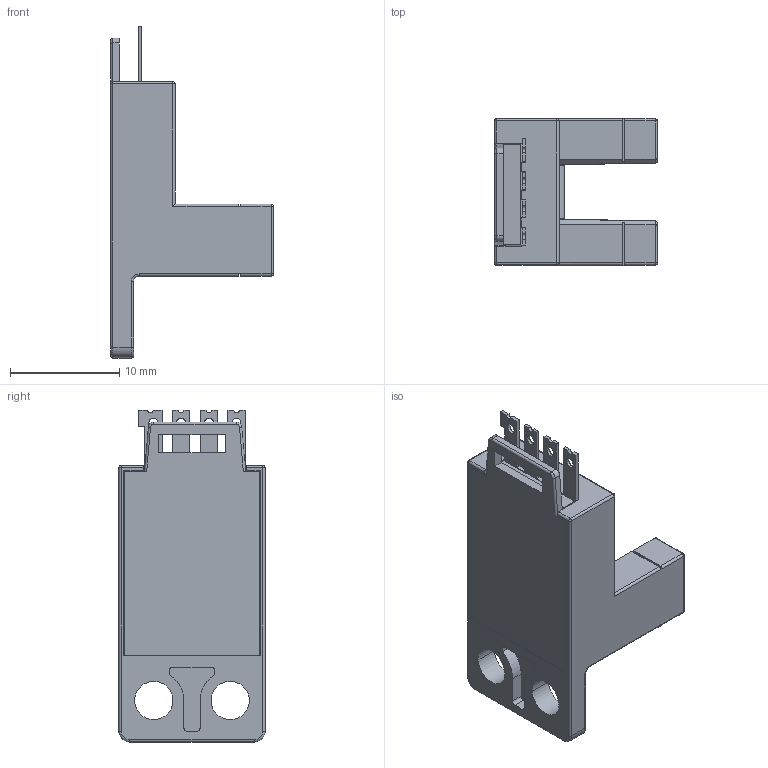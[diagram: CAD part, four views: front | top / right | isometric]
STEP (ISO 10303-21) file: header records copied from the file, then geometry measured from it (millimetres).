
FILE_DESCRIPTION((''),'2;1');
FILE_NAME('PRT0001','2022-06-28T',('Administrator'),(''),'PRO/ENGINEER BY PARAMETRIC TECHNOLOGY CORPORATION, 2014000','PRO/ENGINEER BY PARAMETRIC TECHNOLOGY CORPORATION, 2014000','');
FILE_SCHEMA(('CONFIG_CONTROL_DESIGN'));
Length unit declared in the file: millimetre
Products named in the file (1): PRT0001
Bounding box: 14.9 x 13.4 x 30.4 mm (x, y, z)
Volume: 2060.2 mm3; surface area: 2129.1 mm2
Topology: 1 solids, 1 shells, 252 faces, 689 edges, 432 vertices
Faces by surface type: plane 171, cylinder 65, sphere 8, torus 8
Entity records: 7904 total; most frequent: CARTESIAN_POINT 1442, ORIENTED_EDGE 1362, DIRECTION 1297, EDGE_CURVE 681, VECTOR 545, LINE 545, VERTEX_POINT 432, AXIS2_PLACEMENT_3D 376
